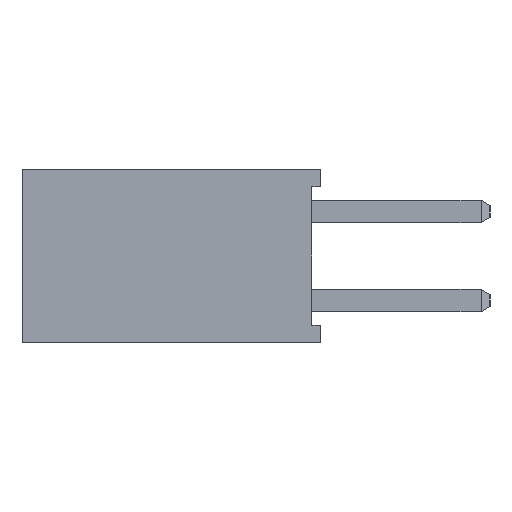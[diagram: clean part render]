
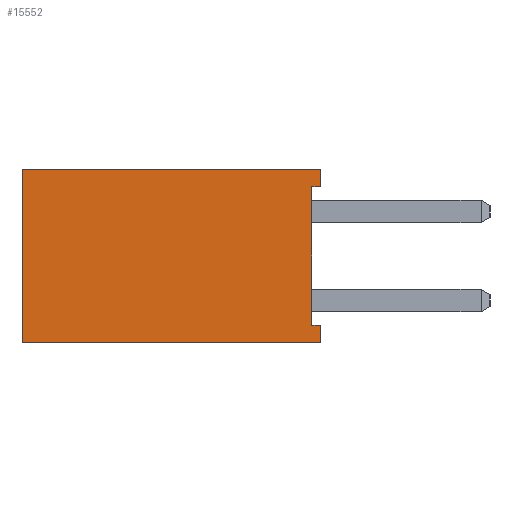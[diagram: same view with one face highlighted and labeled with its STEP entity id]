
A CAD part, left-side view. The second image highlights one B-rep face of the part: STEP entity #15552.
In plain terms, the highlighted planar face has unit normal (-1, 0, 0).
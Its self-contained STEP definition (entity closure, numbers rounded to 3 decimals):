
#210=FACE_OUTER_BOUND('',#1126,.T.);
#1126=EDGE_LOOP('',(#10587,#10588,#10589,#10590,#10591,#10592,#10593,#10594));
#2072=LINE('',#21513,#4268);
#2233=LINE('',#21820,#4429);
#2282=LINE('',#21904,#4478);
#2297=LINE('',#21932,#4493);
#2418=LINE('',#22175,#4614);
#2419=LINE('',#22176,#4615);
#2420=LINE('',#22178,#4616);
#2421=LINE('',#22179,#4617);
#4268=VECTOR('',#17415,1000.);
#4429=VECTOR('',#17578,1000.);
#4478=VECTOR('',#17629,1000.);
#4493=VECTOR('',#17658,1000.);
#4614=VECTOR('',#17781,1000.);
#4615=VECTOR('',#17782,1000.);
#4616=VECTOR('',#17783,1000.);
#4617=VECTOR('',#17784,1000.);
#6462=VERTEX_POINT('',#21510);
#6463=VERTEX_POINT('',#21512);
#6607=VERTEX_POINT('',#21817);
#6608=VERTEX_POINT('',#21819);
#6641=VERTEX_POINT('',#21901);
#6642=VERTEX_POINT('',#21903);
#6769=VERTEX_POINT('',#22174);
#6770=VERTEX_POINT('',#22177);
#7928=EDGE_CURVE('',#6462,#6463,#2072,.T.);
#8089=EDGE_CURVE('',#6608,#6607,#2233,.T.);
#8138=EDGE_CURVE('',#6642,#6641,#2282,.T.);
#8153=EDGE_CURVE('',#6642,#6462,#2297,.T.);
#8274=EDGE_CURVE('',#6607,#6769,#2418,.T.);
#8275=EDGE_CURVE('',#6769,#6463,#2419,.T.);
#8276=EDGE_CURVE('',#6641,#6770,#2420,.T.);
#8277=EDGE_CURVE('',#6770,#6608,#2421,.T.);
#10587=ORIENTED_EDGE('',*,*,#8274,.T.);
#10588=ORIENTED_EDGE('',*,*,#8275,.T.);
#10589=ORIENTED_EDGE('',*,*,#7928,.F.);
#10590=ORIENTED_EDGE('',*,*,#8153,.F.);
#10591=ORIENTED_EDGE('',*,*,#8138,.T.);
#10592=ORIENTED_EDGE('',*,*,#8276,.T.);
#10593=ORIENTED_EDGE('',*,*,#8277,.T.);
#10594=ORIENTED_EDGE('',*,*,#8089,.T.);
#14696=PLANE('',#16459);
#15552=ADVANCED_FACE('',(#210),#14696,.F.);
#16459=AXIS2_PLACEMENT_3D('',#22173,#17779,#17780);
#17415=DIRECTION('',(0.,-1.,0.));
#17578=DIRECTION('',(0.,0.,1.));
#17629=DIRECTION('',(0.,-1.,0.));
#17658=DIRECTION('',(0.,0.,1.));
#17779=DIRECTION('center_axis',(1.,0.,0.));
#17780=DIRECTION('ref_axis',(0.,0.,-1.));
#17781=DIRECTION('',(0.,-1.,0.));
#17782=DIRECTION('',(0.,0.,1.));
#17783=DIRECTION('',(0.,0.,1.));
#17784=DIRECTION('',(0.,1.,0.));
#21510=CARTESIAN_POINT('',(-19.304,8.509,2.477));
#21512=CARTESIAN_POINT('',(-19.304,0.,2.477));
#21513=CARTESIAN_POINT('',(-19.304,8.509,2.477));
#21817=CARTESIAN_POINT('',(-19.304,0.254,1.969));
#21819=CARTESIAN_POINT('',(-19.304,0.254,-1.969));
#21820=CARTESIAN_POINT('',(-19.304,0.254,-1.969));
#21901=CARTESIAN_POINT('',(-19.304,0.,-2.477));
#21903=CARTESIAN_POINT('',(-19.304,8.509,-2.477));
#21904=CARTESIAN_POINT('',(-19.304,8.509,-2.477));
#21932=CARTESIAN_POINT('',(-19.304,8.509,-2.477));
#22173=CARTESIAN_POINT('Origin',(-19.304,8.509,-2.477));
#22174=CARTESIAN_POINT('',(-19.304,0.,1.969));
#22175=CARTESIAN_POINT('',(-19.304,0.254,1.969));
#22176=CARTESIAN_POINT('',(-19.304,0.,-2.477));
#22177=CARTESIAN_POINT('',(-19.304,0.,-1.969));
#22178=CARTESIAN_POINT('',(-19.304,0.,-2.477));
#22179=CARTESIAN_POINT('',(-19.304,0.,-1.969));
